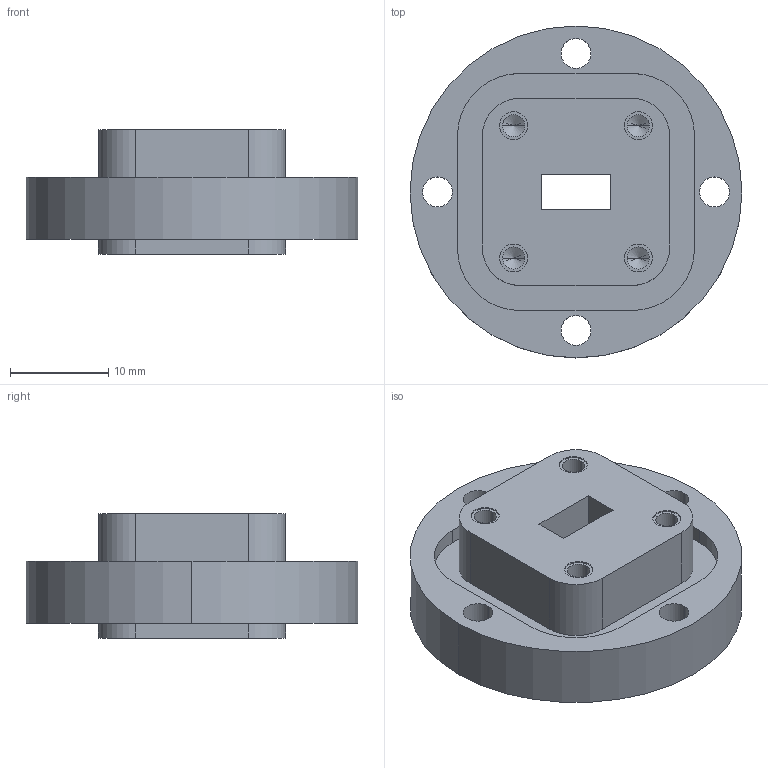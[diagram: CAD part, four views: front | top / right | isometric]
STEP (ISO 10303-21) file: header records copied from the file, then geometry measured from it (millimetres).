
FILE_DESCRIPTION (( 'STEP AP203' ), '1' );
FILE_NAME ('PEWAD5005 ¦ FMWAD5005.step', '2019-02-15T16:12:15', ( '' ), ( '' ), 'SwSTEP 2.0', 'SolidWorks 2017', '' );
FILE_SCHEMA (( 'CONFIG_CONTROL_DESIGN' ));
Length unit declared in the file: inch
Products named in the file (1): PEWAD5005 ｦ FMWAD5005
Bounding box: 33.78 x 33.78 x 12.7 mm (x, y, z)
Volume: 6822.6 mm3; surface area: 3874.4 mm2
Topology: 1 solids, 1 shells, 111 faces, 266 edges, 164 vertices
Faces by surface type: cylinder 62, plane 33, cone 16
Entity records: 3243 total; most frequent: DIRECTION 598, CARTESIAN_POINT 526, ORIENTED_EDGE 500, EDGE_CURVE 250, AXIS2_PLACEMENT_3D 236, VERTEX_POINT 164, EDGE_LOOP 144, LINE 126
